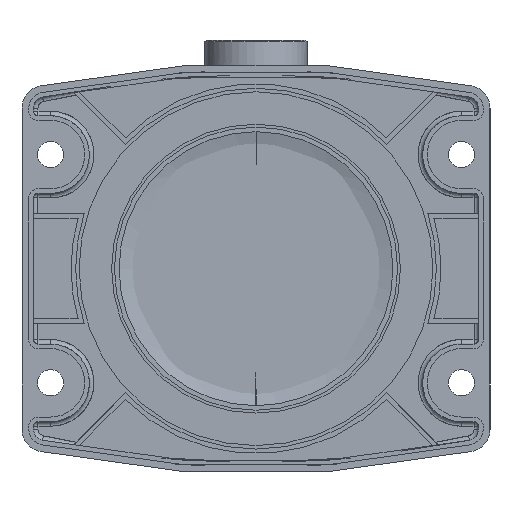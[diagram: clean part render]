
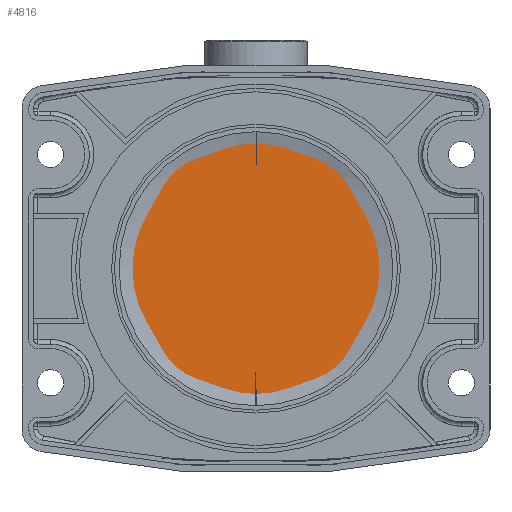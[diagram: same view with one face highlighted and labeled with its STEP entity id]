
A CAD part, front view. The second image highlights one B-rep face of the part: STEP entity #4816.
In plain terms, the highlighted face is planar.
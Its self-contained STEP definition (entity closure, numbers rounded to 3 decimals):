
#1161 = AXIS2_PLACEMENT_3D ( 'NONE', #33439, #11556, #36143 ) ;
#1699 = EDGE_LOOP ( 'NONE', ( #3057, #38509 ) ) ;
#3057 = ORIENTED_EDGE ( 'NONE', *, *, #37945, .T. ) ;
#4816 = ADVANCED_FACE ( 'NONE', ( #39606 ), #14812, .T. ) ;
#6198 = CARTESIAN_POINT ( 'NONE',  ( 0., 0., 12. ) ) ;
#11312 = CARTESIAN_POINT ( 'NONE',  ( -133., 133., 12. ) ) ;
#11556 = DIRECTION ( 'NONE',  ( 0., 0., -1. ) ) ;
#14812 = PLANE ( 'NONE',  #26781 ) ;
#15016 = EDGE_CURVE ( 'NONE', #32100, #20116, #26874, .T. ) ;
#15620 = CIRCLE ( 'NONE', #1161, 65.5 ) ;
#16776 = CARTESIAN_POINT ( 'NONE',  ( -65.5, 0., 12. ) ) ;
#18751 = DIRECTION ( 'NONE',  ( 0., 0., -1. ) ) ;
#20116 = VERTEX_POINT ( 'NONE', #16776 ) ;
#22072 = DIRECTION ( 'NONE',  ( -1., 0., 0. ) ) ;
#23902 = DIRECTION ( 'NONE',  ( -1., 0., 0. ) ) ;
#24533 = DIRECTION ( 'NONE',  ( 0., 0., -1. ) ) ;
#26781 = AXIS2_PLACEMENT_3D ( 'NONE', #11312, #24533, #23902 ) ;
#26874 = CIRCLE ( 'NONE', #33492, 65.5 ) ;
#32100 = VERTEX_POINT ( 'NONE', #39591 ) ;
#33439 = CARTESIAN_POINT ( 'NONE',  ( 0., 0., 12. ) ) ;
#33492 = AXIS2_PLACEMENT_3D ( 'NONE', #6198, #18751, #22072 ) ;
#36143 = DIRECTION ( 'NONE',  ( -1., 0., 0. ) ) ;
#37945 = EDGE_CURVE ( 'NONE', #20116, #32100, #15620, .T. ) ;
#38509 = ORIENTED_EDGE ( 'NONE', *, *, #15016, .T. ) ;
#39591 = CARTESIAN_POINT ( 'NONE',  ( 65.5, 0., 12. ) ) ;
#39606 = FACE_OUTER_BOUND ( 'NONE', #1699, .T. ) ;
